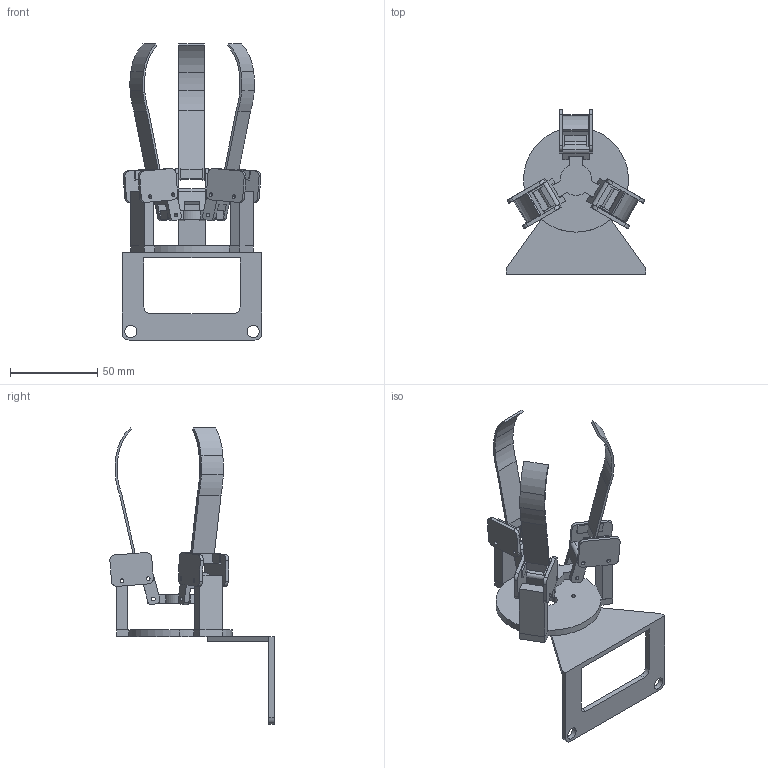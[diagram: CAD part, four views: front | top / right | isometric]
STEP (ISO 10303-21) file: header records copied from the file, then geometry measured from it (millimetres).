
FILE_DESCRIPTION (( 'STEP AP214' ), '1' );
FILE_NAME ('软体抓手.STEP', '2021-12-25T07:33:21', ( '' ), ( '' ), 'SwSTEP 2.0', 'SolidWorks 2019', '' );
FILE_SCHEMA (( 'AUTOMOTIVE_DESIGN' ));
Length unit declared in the file: millimetre
Products named in the file (9): ______-0.STEP; 软体抓手.STEP; ____-1.STEP; ____________.STEP; ______.STEP; ________.STEP; 软体抓手; ____-2.STEP; ____.STEP
Assembly tree (19 placements, depth 3):
  软体抓手
    软体抓手.STEP
      ______.STEP
      ____.STEP  x3
      ________.STEP
      ______-0.STEP
      ____-1.STEP  x6
      ____-2.STEP  x3
      ____________.STEP  x3
Bounding box: 80 x 93.92 x 169.39 mm (x, y, z)
Volume: 47680 mm3; surface area: 41504.1 mm2
Topology: 18 solids, 18 shells, 332 faces, 868 edges, 574 vertices
Faces by surface type: plane 188, cylinder 144
Entity records: 5168 total; most frequent: DIRECTION 870, CARTESIAN_POINT 831, ORIENTED_EDGE 792, EDGE_CURVE 396, AXIS2_PLACEMENT_3D 301, LINE 268, VECTOR 268, VERTEX_POINT 262
